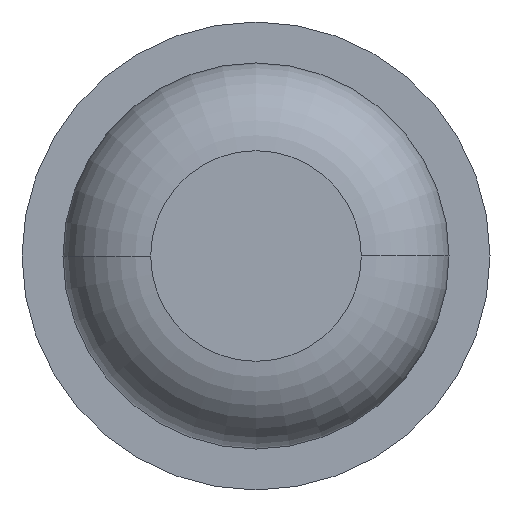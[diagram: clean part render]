
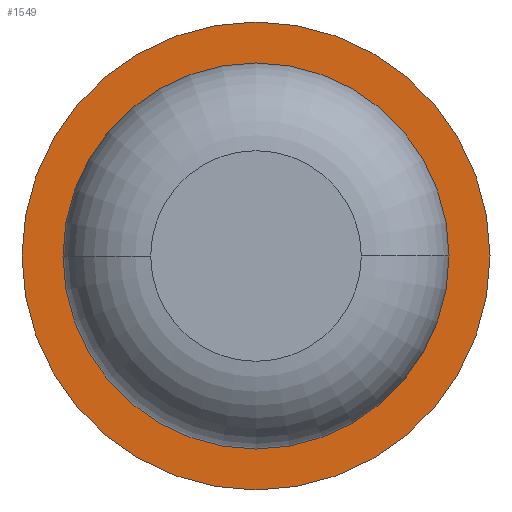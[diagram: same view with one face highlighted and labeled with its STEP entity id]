
A CAD part, front view. The second image highlights one B-rep face of the part: STEP entity #1549.
In plain terms, the highlighted planar face has unit normal (0, -1, 0).
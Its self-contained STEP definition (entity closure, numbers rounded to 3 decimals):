
#34 = DIRECTION ( 'NONE',  ( -1., 0., 0. ) ) ;
#56 = DIRECTION ( 'NONE',  ( -1., 0., 0. ) ) ;
#75 = PLANE ( 'NONE',  #2753 ) ;
#117 = CARTESIAN_POINT ( 'NONE',  ( 0., -6., 0. ) ) ;
#208 = ORIENTED_EDGE ( 'NONE', *, *, #1301, .F. ) ;
#214 = VERTEX_POINT ( 'NONE', #2191 ) ;
#419 = CARTESIAN_POINT ( 'NONE',  ( 0.825, -6., 0. ) ) ;
#450 = CARTESIAN_POINT ( 'NONE',  ( 0.825, -6., 0. ) ) ;
#860 = AXIS2_PLACEMENT_3D ( 'NONE', #4203, #1436, #56 ) ;
#946 = AXIS2_PLACEMENT_3D ( 'NONE', #2130, #1825, #3188 ) ;
#962 = VERTEX_POINT ( 'NONE', #3520 ) ;
#1301 = EDGE_CURVE ( 'Defeature ausgef�hrt1_11+Defeature ausgef�hrt1_10+Defeature ausgef�hrt1_10+Defeature ausgef�hrt1_10', #962, #214, #3211, .T. ) ;
#1309 = FACE_BOUND ( 'NONE', #2390, .T. ) ;
#1414 = ORIENTED_EDGE ( 'NONE', *, *, #2074, .T. ) ;
#1420 = CIRCLE ( 'NONE', #1971, 1. ) ;
#1436 = DIRECTION ( 'NONE',  ( 0., 1., 0. ) ) ;
#1476 = EDGE_CURVE ( 'Defeature ausgef�hrt1_11+Defeature ausgef�hrt1_10+Defeature ausgef�hrt1_10+Defeature ausgef�hrt1_10', #214, #962, #1420, .T. ) ;
#1529 = EDGE_CURVE ( 'Defeature ausgef�hrt1_10+Defeature ausgef�hrt1_3+Defeature ausgef�hrt1_3+Defeature ausgef�hrt1_3', #2264, #1731, #1647, .T. ) ;
#1549 = ADVANCED_FACE ( 'Defeature ausgef�hrt1_10', ( #3377, #1309 ), #75, .F. ) ;
#1647 = CIRCLE ( 'NONE', #3760, 0.825 ) ;
#1731 = VERTEX_POINT ( 'NONE', #450 ) ;
#1797 = DIRECTION ( 'NONE',  ( 0., 1., 0. ) ) ;
#1825 = DIRECTION ( 'NONE',  ( 0., 1., 0. ) ) ;
#1844 = DIRECTION ( 'NONE',  ( 0., 1., 0. ) ) ;
#1971 = AXIS2_PLACEMENT_3D ( 'NONE', #117, #1844, #2251 ) ;
#2074 = EDGE_CURVE ( 'Defeature ausgef�hrt1_10+Defeature ausgef�hrt1_3+Defeature ausgef�hrt1_3+Defeature ausgef�hrt1_3', #1731, #2264, #3370, .T. ) ;
#2130 = CARTESIAN_POINT ( 'NONE',  ( 0., -6., 0. ) ) ;
#2191 = CARTESIAN_POINT ( 'NONE',  ( -1., -6., 0. ) ) ;
#2194 = EDGE_LOOP ( 'NONE', ( #4468, #208 ) ) ;
#2251 = DIRECTION ( 'NONE',  ( -1., 0., 0. ) ) ;
#2264 = VERTEX_POINT ( 'NONE', #2970 ) ;
#2390 = EDGE_LOOP ( 'NONE', ( #2547, #1414 ) ) ;
#2547 = ORIENTED_EDGE ( 'NONE', *, *, #1529, .T. ) ;
#2753 = AXIS2_PLACEMENT_3D ( 'NONE', #419, #3527, #3819 ) ;
#2970 = CARTESIAN_POINT ( 'NONE',  ( -0.825, -6., 0. ) ) ;
#3188 = DIRECTION ( 'NONE',  ( -1., 0., 0. ) ) ;
#3211 = CIRCLE ( 'NONE', #946, 1. ) ;
#3370 = CIRCLE ( 'NONE', #860, 0.825 ) ;
#3377 = FACE_OUTER_BOUND ( 'NONE', #2194, .T. ) ;
#3434 = CARTESIAN_POINT ( 'NONE',  ( 0., -6., 0. ) ) ;
#3520 = CARTESIAN_POINT ( 'NONE',  ( 1., -6., 0. ) ) ;
#3527 = DIRECTION ( 'NONE',  ( 0., 1., 0. ) ) ;
#3760 = AXIS2_PLACEMENT_3D ( 'NONE', #3434, #1797, #34 ) ;
#3819 = DIRECTION ( 'NONE',  ( -1., 0., 0. ) ) ;
#4203 = CARTESIAN_POINT ( 'NONE',  ( 0., -6., 0. ) ) ;
#4468 = ORIENTED_EDGE ( 'NONE', *, *, #1476, .F. ) ;
